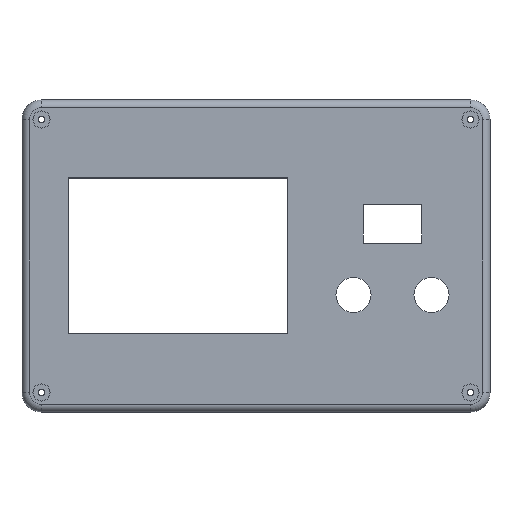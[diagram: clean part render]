
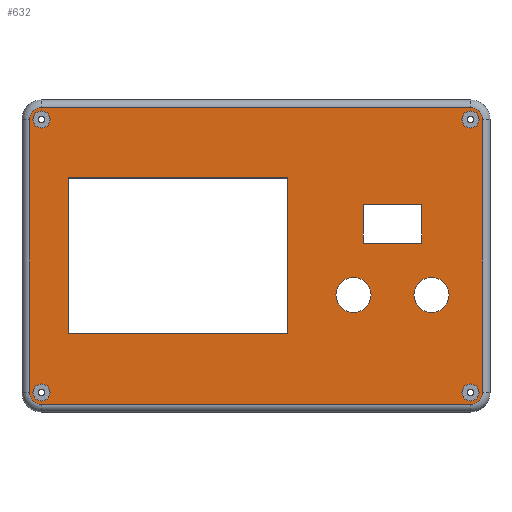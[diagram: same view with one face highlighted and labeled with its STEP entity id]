
A CAD part, top view. The second image highlights one B-rep face of the part: STEP entity #632.
In plain terms, the highlighted planar face has unit normal (0, 0, 1).
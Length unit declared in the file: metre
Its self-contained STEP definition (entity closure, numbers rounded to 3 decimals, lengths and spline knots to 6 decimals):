
#34=LINE('',#977,#78);
#35=LINE('',#982,#79);
#36=LINE('',#986,#80);
#37=LINE('',#990,#81);
#38=LINE('',#995,#82);
#39=LINE('',#998,#83);
#40=LINE('',#1000,#84);
#41=LINE('',#1002,#85);
#42=LINE('',#1005,#86);
#43=LINE('',#1008,#87);
#44=LINE('',#1010,#88);
#45=LINE('',#1012,#89);
#78=VECTOR('',#773,1.);
#79=VECTOR('',#776,1.);
#80=VECTOR('',#779,1.);
#81=VECTOR('',#782,1.);
#82=VECTOR('',#787,1.);
#83=VECTOR('',#788,1.);
#84=VECTOR('',#789,1.);
#85=VECTOR('',#790,1.);
#86=VECTOR('',#793,1.);
#87=VECTOR('',#794,1.);
#88=VECTOR('',#795,1.);
#89=VECTOR('',#796,1.);
#122=ORIENTED_EDGE('',*,*,#290,.T.);
#123=ORIENTED_EDGE('',*,*,#291,.F.);
#124=ORIENTED_EDGE('',*,*,#292,.T.);
#125=ORIENTED_EDGE('',*,*,#293,.T.);
#126=ORIENTED_EDGE('',*,*,#294,.T.);
#127=ORIENTED_EDGE('',*,*,#295,.T.);
#128=ORIENTED_EDGE('',*,*,#296,.T.);
#129=ORIENTED_EDGE('',*,*,#297,.T.);
#130=ORIENTED_EDGE('',*,*,#298,.T.);
#131=ORIENTED_EDGE('',*,*,#299,.T.);
#132=ORIENTED_EDGE('',*,*,#300,.F.);
#133=ORIENTED_EDGE('',*,*,#301,.F.);
#134=ORIENTED_EDGE('',*,*,#302,.T.);
#135=ORIENTED_EDGE('',*,*,#303,.T.);
#136=ORIENTED_EDGE('',*,*,#304,.F.);
#137=ORIENTED_EDGE('',*,*,#305,.T.);
#138=ORIENTED_EDGE('',*,*,#306,.F.);
#139=ORIENTED_EDGE('',*,*,#307,.T.);
#140=ORIENTED_EDGE('',*,*,#308,.T.);
#141=ORIENTED_EDGE('',*,*,#309,.F.);
#142=ORIENTED_EDGE('',*,*,#310,.F.);
#143=ORIENTED_EDGE('',*,*,#311,.T.);
#290=EDGE_CURVE('',#374,#374,#434,.T.);
#291=EDGE_CURVE('',#375,#375,#435,.T.);
#292=EDGE_CURVE('',#376,#377,#34,.T.);
#293=EDGE_CURVE('',#377,#378,#436,.T.);
#294=EDGE_CURVE('',#378,#379,#35,.T.);
#295=EDGE_CURVE('',#379,#380,#437,.T.);
#296=EDGE_CURVE('',#380,#381,#36,.F.);
#297=EDGE_CURVE('',#381,#382,#438,.T.);
#298=EDGE_CURVE('',#382,#383,#37,.F.);
#299=EDGE_CURVE('',#383,#376,#439,.T.);
#300=EDGE_CURVE('',#384,#384,#440,.T.);
#301=EDGE_CURVE('',#385,#386,#38,.T.);
#302=EDGE_CURVE('',#385,#387,#39,.T.);
#303=EDGE_CURVE('',#387,#388,#40,.T.);
#304=EDGE_CURVE('',#386,#388,#41,.T.);
#305=EDGE_CURVE('',#389,#389,#441,.T.);
#306=EDGE_CURVE('',#390,#391,#42,.T.);
#307=EDGE_CURVE('',#390,#392,#43,.T.);
#308=EDGE_CURVE('',#392,#393,#44,.T.);
#309=EDGE_CURVE('',#391,#393,#45,.T.);
#310=EDGE_CURVE('',#394,#394,#442,.T.);
#311=EDGE_CURVE('',#395,#395,#443,.T.);
#374=VERTEX_POINT('',#974);
#375=VERTEX_POINT('',#976);
#376=VERTEX_POINT('',#978);
#377=VERTEX_POINT('',#979);
#378=VERTEX_POINT('',#981);
#379=VERTEX_POINT('',#983);
#380=VERTEX_POINT('',#985);
#381=VERTEX_POINT('',#987);
#382=VERTEX_POINT('',#989);
#383=VERTEX_POINT('',#991);
#384=VERTEX_POINT('',#994);
#385=VERTEX_POINT('',#996);
#386=VERTEX_POINT('',#997);
#387=VERTEX_POINT('',#999);
#388=VERTEX_POINT('',#1001);
#389=VERTEX_POINT('',#1004);
#390=VERTEX_POINT('',#1006);
#391=VERTEX_POINT('',#1007);
#392=VERTEX_POINT('',#1009);
#393=VERTEX_POINT('',#1011);
#394=VERTEX_POINT('',#1014);
#395=VERTEX_POINT('',#1016);
#434=CIRCLE('',#686,0.002794);
#435=CIRCLE('',#687,0.002794);
#436=CIRCLE('',#688,0.00381);
#437=CIRCLE('',#689,0.00381);
#438=CIRCLE('',#690,0.00381);
#439=CIRCLE('',#691,0.00381);
#440=CIRCLE('',#692,0.005715);
#441=CIRCLE('',#693,0.005715);
#442=CIRCLE('',#694,0.002794);
#443=CIRCLE('',#695,0.002794);
#474=EDGE_LOOP('',(#122));
#475=EDGE_LOOP('',(#123));
#476=EDGE_LOOP('',(#124,#125,#126,#127,#128,#129,#130,#131));
#477=EDGE_LOOP('',(#132));
#478=EDGE_LOOP('',(#133,#134,#135,#136));
#479=EDGE_LOOP('',(#137));
#480=EDGE_LOOP('',(#138,#139,#140,#141));
#481=EDGE_LOOP('',(#142));
#482=EDGE_LOOP('',(#143));
#544=FACE_BOUND('',#474,.T.);
#545=FACE_BOUND('',#475,.T.);
#546=FACE_BOUND('',#476,.T.);
#547=FACE_BOUND('',#477,.T.);
#548=FACE_BOUND('',#478,.T.);
#549=FACE_BOUND('',#479,.T.);
#550=FACE_BOUND('',#480,.T.);
#551=FACE_BOUND('',#481,.T.);
#552=FACE_BOUND('',#482,.T.);
#614=PLANE('',#685);
#632=ADVANCED_FACE('',(#544,#545,#546,#547,#548,#549,#550,#551,#552),#614,
 .T.);
#685=AXIS2_PLACEMENT_3D('',#972,#767,#768);
#686=AXIS2_PLACEMENT_3D('',#973,#769,#770);
#687=AXIS2_PLACEMENT_3D('',#975,#771,#772);
#688=AXIS2_PLACEMENT_3D('',#980,#774,#775);
#689=AXIS2_PLACEMENT_3D('',#984,#777,#778);
#690=AXIS2_PLACEMENT_3D('',#988,#780,#781);
#691=AXIS2_PLACEMENT_3D('',#992,#783,#784);
#692=AXIS2_PLACEMENT_3D('',#993,#785,#786);
#693=AXIS2_PLACEMENT_3D('',#1003,#791,#792);
#694=AXIS2_PLACEMENT_3D('',#1013,#797,#798);
#695=AXIS2_PLACEMENT_3D('',#1015,#799,#800);
#767=DIRECTION('',(0.,0.,1.));
#768=DIRECTION('',(1.,0.,0.));
#769=DIRECTION('',(0.,0.,-1.));
#770=DIRECTION('',(1.,0.,0.));
#771=DIRECTION('',(0.,0.,1.));
#772=DIRECTION('',(1.,0.,0.));
#773=DIRECTION('',(0.,-1.,0.));
#774=DIRECTION('',(0.,0.,1.));
#775=DIRECTION('',(1.,0.,0.));
#776=DIRECTION('',(1.,0.,0.));
#777=DIRECTION('',(0.,0.,1.));
#778=DIRECTION('',(1.,0.,0.));
#779=DIRECTION('',(0.,-1.,0.));
#780=DIRECTION('',(0.,0.,1.));
#781=DIRECTION('',(1.,0.,0.));
#782=DIRECTION('',(1.,0.,0.));
#783=DIRECTION('',(0.,0.,1.));
#784=DIRECTION('',(1.,0.,0.));
#785=DIRECTION('',(0.,0.,1.));
#786=DIRECTION('',(1.,0.,0.));
#787=DIRECTION('',(0.,-1.,0.));
#788=DIRECTION('',(1.,0.,0.));
#789=DIRECTION('',(0.,-1.,0.));
#790=DIRECTION('',(1.,0.,0.));
#791=DIRECTION('',(0.,0.,-1.));
#792=DIRECTION('',(1.,0.,0.));
#793=DIRECTION('',(0.,-1.,0.));
#794=DIRECTION('',(1.,0.,0.));
#795=DIRECTION('',(0.,-1.,0.));
#796=DIRECTION('',(1.,0.,0.));
#797=DIRECTION('',(0.,0.,1.));
#798=DIRECTION('',(1.,0.,0.));
#799=DIRECTION('',(0.,0.,-1.));
#800=DIRECTION('',(1.,0.,0.));
#972=CARTESIAN_POINT('',(-0.036858,-0.022817,0.003175));
#973=CARTESIAN_POINT('',(0.032992,0.021633,0.003175));
#974=CARTESIAN_POINT('',(0.035786,0.021633,0.003175));
#975=CARTESIAN_POINT('',(-0.106708,0.021633,0.003175));
#976=CARTESIAN_POINT('',(-0.103914,0.021633,0.003175));
#977=CARTESIAN_POINT('',(-0.110518,-0.067267,0.003175));
#978=CARTESIAN_POINT('',(-0.110518,0.021633,0.003175));
#979=CARTESIAN_POINT('',(-0.110518,-0.067267,0.003175));
#980=CARTESIAN_POINT('',(-0.106708,-0.067267,0.003175));
#981=CARTESIAN_POINT('',(-0.106708,-0.071077,0.003175));
#982=CARTESIAN_POINT('',(0.032992,-0.071077,0.003175));
#983=CARTESIAN_POINT('',(0.032992,-0.071077,0.003175));
#984=CARTESIAN_POINT('',(0.032992,-0.067267,0.003175));
#985=CARTESIAN_POINT('',(0.036802,-0.067267,0.003175));
#986=CARTESIAN_POINT('',(0.036802,-0.022817,0.003175));
#987=CARTESIAN_POINT('',(0.036802,0.021633,0.003175));
#988=CARTESIAN_POINT('',(0.032992,0.021633,0.003175));
#989=CARTESIAN_POINT('',(0.032992,0.025443,0.003175));
#990=CARTESIAN_POINT('',(-0.036858,0.025443,0.003175));
#991=CARTESIAN_POINT('',(-0.106708,0.025443,0.003175));
#992=CARTESIAN_POINT('',(-0.106708,0.021633,0.003175));
#993=CARTESIAN_POINT('',(-0.005108,-0.035517,0.003175));
#994=CARTESIAN_POINT('',(0.000607,-0.035517,0.003175));
#995=CARTESIAN_POINT('',(-0.001933,-0.012308,0.003175));
#996=CARTESIAN_POINT('',(-0.001933,-0.005958,0.003175));
#997=CARTESIAN_POINT('',(-0.001933,-0.018658,0.003175));
#998=CARTESIAN_POINT('',(0.007592,-0.005958,0.003175));
#999=CARTESIAN_POINT('',(0.017117,-0.005958,0.003175));
#1000=CARTESIAN_POINT('',(0.017117,-0.012308,0.003175));
#1001=CARTESIAN_POINT('',(0.017117,-0.018658,0.003175));
#1002=CARTESIAN_POINT('',(0.007592,-0.018658,0.003175));
#1003=CARTESIAN_POINT('',(0.020292,-0.035517,0.003175));
#1004=CARTESIAN_POINT('',(0.026007,-0.035517,0.003175));
#1005=CARTESIAN_POINT('',(-0.097977,-0.02258,0.003175));
#1006=CARTESIAN_POINT('',(-0.097977,0.002583,0.003175));
#1007=CARTESIAN_POINT('',(-0.097977,-0.048217,0.003175));
#1008=CARTESIAN_POINT('',(-0.062258,0.002583,0.003175));
#1009=CARTESIAN_POINT('',(-0.026539,0.002583,0.003175));
#1010=CARTESIAN_POINT('',(-0.026539,-0.047679,0.003175));
#1011=CARTESIAN_POINT('',(-0.026539,-0.048217,0.003175));
#1012=CARTESIAN_POINT('',(-0.062258,-0.048217,0.003175));
#1013=CARTESIAN_POINT('',(0.032992,-0.067267,0.003175));
#1014=CARTESIAN_POINT('',(0.035786,-0.067267,0.003175));
#1015=CARTESIAN_POINT('',(-0.106708,-0.067267,0.003175));
#1016=CARTESIAN_POINT('',(-0.103914,-0.067267,0.003175));
